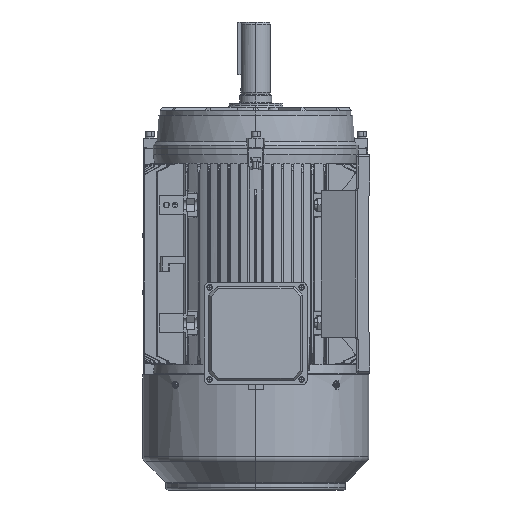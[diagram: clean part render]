
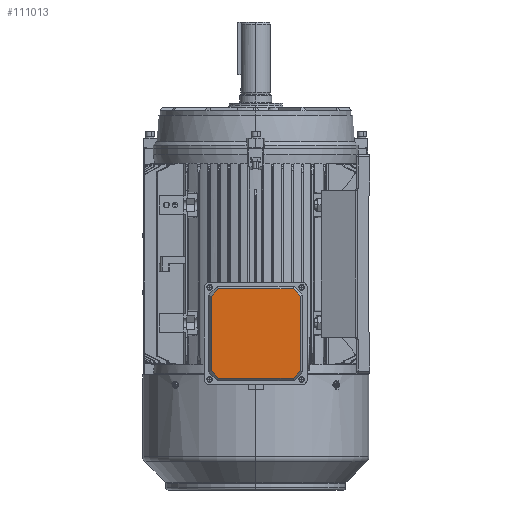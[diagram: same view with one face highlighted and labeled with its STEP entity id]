
A CAD part, left-side view. The second image highlights one B-rep face of the part: STEP entity #111013.
In plain terms, the highlighted face is planar.
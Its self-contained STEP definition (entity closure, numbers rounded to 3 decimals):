
#1711 = LINE ( 'NONE', #121656, #96880 ) ;
#2487 = CARTESIAN_POINT ( 'NONE',  ( 62.036, -6., -52.065 ) ) ;
#3585 = CARTESIAN_POINT ( 'NONE',  ( -65.5, -6., 62.036 ) ) ;
#10399 = DIRECTION ( 'NONE',  ( 0.707, 0., 0.707 ) ) ;
#10984 = CARTESIAN_POINT ( 'NONE',  ( -65.5, -6., 65.5 ) ) ;
#18965 = VERTEX_POINT ( 'NONE', #96388 ) ;
#19092 = VERTEX_POINT ( 'NONE', #2487 ) ;
#20393 = EDGE_CURVE ( 'NONE', #18965, #22615, #158460, .T. ) ;
#22615 = VERTEX_POINT ( 'NONE', #126593 ) ;
#23346 = LINE ( 'NONE', #140704, #81728 ) ;
#41492 = DIRECTION ( 'NONE',  ( 0.707, 0., -0.707 ) ) ;
#44178 = LINE ( 'NONE', #119880, #69410 ) ;
#44482 = CARTESIAN_POINT ( 'NONE',  ( -52.065, -6., -62.036 ) ) ;
#46610 = ORIENTED_EDGE ( 'NONE', *, *, #117292, .F. ) ;
#46842 = ORIENTED_EDGE ( 'NONE', *, *, #20393, .F. ) ;
#49086 = AXIS2_PLACEMENT_3D ( 'NONE', #10984, #51199, #137986 ) ;
#51199 = DIRECTION ( 'NONE',  ( 0., 1., 0. ) ) ;
#54047 = VERTEX_POINT ( 'NONE', #124725 ) ;
#58019 = DIRECTION ( 'NONE',  ( -0.707, 0., -0.707 ) ) ;
#59134 = VECTOR ( 'NONE', #133797, 1000. ) ;
#59553 = DIRECTION ( 'NONE',  ( -0.707, 0., 0.707 ) ) ;
#62702 = ORIENTED_EDGE ( 'NONE', *, *, #71776, .F. ) ;
#67882 = VECTOR ( 'NONE', #146921, 1000. ) ;
#68042 = FACE_OUTER_BOUND ( 'NONE', #118574, .T. ) ;
#69410 = VECTOR ( 'NONE', #58019, 1000. ) ;
#69869 = ORIENTED_EDGE ( 'NONE', *, *, #87149, .F. ) ;
#71776 = EDGE_CURVE ( 'NONE', #146926, #18965, #1711, .T. ) ;
#71779 = LINE ( 'NONE', #109623, #67882 ) ;
#81728 = VECTOR ( 'NONE', #41492, 1000. ) ;
#87149 = EDGE_CURVE ( 'NONE', #127108, #19092, #71779, .T. ) ;
#90406 = DIRECTION ( 'NONE',  ( 1., 0., 0. ) ) ;
#92018 = EDGE_CURVE ( 'NONE', #156448, #54047, #112994, .T. ) ;
#92433 = VERTEX_POINT ( 'NONE', #138027 ) ;
#94212 = ORIENTED_EDGE ( 'NONE', *, *, #128174, .F. ) ;
#96377 = CARTESIAN_POINT ( 'NONE',  ( -62.036, -6., 65.5 ) ) ;
#96388 = CARTESIAN_POINT ( 'NONE',  ( -52.065, -6., 62.036 ) ) ;
#96620 = LINE ( 'NONE', #119046, #158549 ) ;
#96880 = VECTOR ( 'NONE', #10399, 1000. ) ;
#99453 = CARTESIAN_POINT ( 'NONE',  ( 62.036, -6., 52.065 ) ) ;
#109014 = CARTESIAN_POINT ( 'NONE',  ( -122.551, -6., 8.449 ) ) ;
#109623 = CARTESIAN_POINT ( 'NONE',  ( 62.036, -6., 65.5 ) ) ;
#111013 = ADVANCED_FACE ( 'NONE', ( #68042 ), #113128, .F. ) ;
#112994 = LINE ( 'NONE', #109014, #145873 ) ;
#113128 = PLANE ( 'NONE',  #49086 ) ;
#117292 = EDGE_CURVE ( 'NONE', #92433, #156448, #96620, .T. ) ;
#118574 = EDGE_LOOP ( 'NONE', ( #94212, #137825, #46610, #137231, #69869, #156986, #46842, #62702 ) ) ;
#119046 = CARTESIAN_POINT ( 'NONE',  ( -65.5, -6., -62.036 ) ) ;
#119880 = CARTESIAN_POINT ( 'NONE',  ( 57.051, -6., -57.051 ) ) ;
#121656 = CARTESIAN_POINT ( 'NONE',  ( -57.051, -6., 57.051 ) ) ;
#124725 = CARTESIAN_POINT ( 'NONE',  ( -62.036, -6., -52.065 ) ) ;
#126593 = CARTESIAN_POINT ( 'NONE',  ( 52.065, -6., 62.036 ) ) ;
#127108 = VERTEX_POINT ( 'NONE', #99453 ) ;
#128174 = EDGE_CURVE ( 'NONE', #54047, #146926, #158011, .T. ) ;
#129499 = VECTOR ( 'NONE', #90406, 1000. ) ;
#131498 = DIRECTION ( 'NONE',  ( -1., 0., 0. ) ) ;
#133797 = DIRECTION ( 'NONE',  ( 0., 0., 1. ) ) ;
#136748 = CARTESIAN_POINT ( 'NONE',  ( -62.036, -6., 52.065 ) ) ;
#137231 = ORIENTED_EDGE ( 'NONE', *, *, #156535, .F. ) ;
#137825 = ORIENTED_EDGE ( 'NONE', *, *, #92018, .F. ) ;
#137986 = DIRECTION ( 'NONE',  ( 0., 0., 1. ) ) ;
#138027 = CARTESIAN_POINT ( 'NONE',  ( 52.065, -6., -62.036 ) ) ;
#140704 = CARTESIAN_POINT ( 'NONE',  ( -8.449, -6., 122.551 ) ) ;
#145873 = VECTOR ( 'NONE', #59553, 1000. ) ;
#146921 = DIRECTION ( 'NONE',  ( 0., 0., -1. ) ) ;
#146926 = VERTEX_POINT ( 'NONE', #136748 ) ;
#153482 = EDGE_CURVE ( 'NONE', #22615, #127108, #23346, .T. ) ;
#156448 = VERTEX_POINT ( 'NONE', #44482 ) ;
#156535 = EDGE_CURVE ( 'NONE', #19092, #92433, #44178, .T. ) ;
#156986 = ORIENTED_EDGE ( 'NONE', *, *, #153482, .F. ) ;
#158011 = LINE ( 'NONE', #96377, #59134 ) ;
#158460 = LINE ( 'NONE', #3585, #129499 ) ;
#158549 = VECTOR ( 'NONE', #131498, 1000. ) ;
